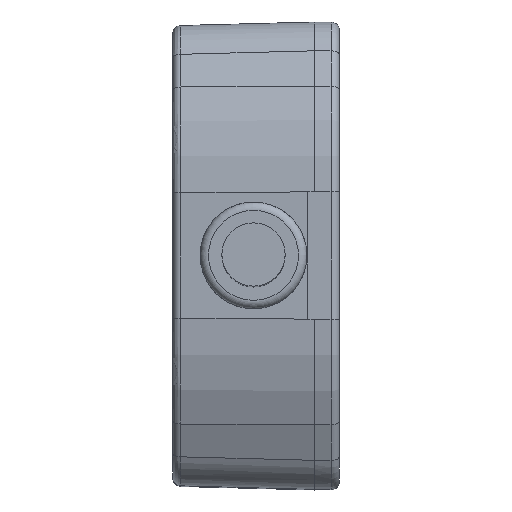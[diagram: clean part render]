
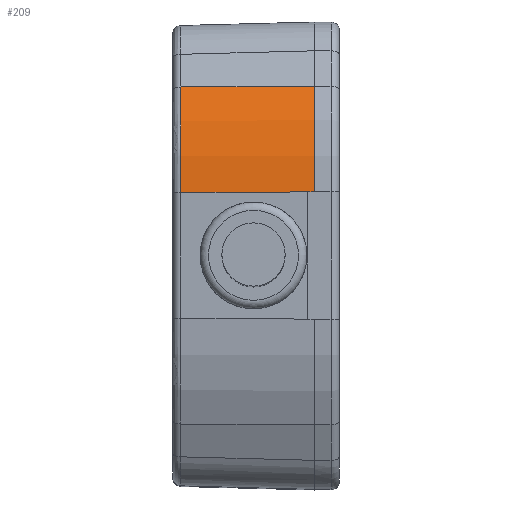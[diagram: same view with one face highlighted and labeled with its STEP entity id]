
A CAD part, top view. The second image highlights one B-rep face of the part: STEP entity #209.
In plain terms, the highlighted cylindrical face has radius 15 mm (diameter 30 mm), a partial arc.
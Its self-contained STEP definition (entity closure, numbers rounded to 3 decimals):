
#72=CYLINDRICAL_SURFACE('',#3175,15.);
#209=ADVANCED_FACE('',(#464),#72,.T.);
#464=FACE_OUTER_BOUND('',#638,.T.);
#638=EDGE_LOOP('',(#1202,#1203,#1204,#1205,#1206));
#938=ELLIPSE('',#3076,15.005,15.);
#952=ELLIPSE('',#3174,15.005,15.);
#1202=ORIENTED_EDGE('',*,*,#2121,.F.);
#1203=ORIENTED_EDGE('',*,*,#2280,.F.);
#1204=ORIENTED_EDGE('',*,*,#2281,.F.);
#1205=ORIENTED_EDGE('',*,*,#2226,.F.);
#1206=ORIENTED_EDGE('',*,*,#2221,.T.);
#1834=VERTEX_POINT('',#4341);
#1844=VERTEX_POINT('',#4361);
#1943=VERTEX_POINT('',#4568);
#1944=VERTEX_POINT('',#4572);
#1967=VERTEX_POINT('',#4741);
#2121=EDGE_CURVE('',#1844,#1834,#938,.T.);
#2221=EDGE_CURVE('',#1943,#1834,#2601,.T.);
#2226=EDGE_CURVE('',#1943,#1944,#2606,.T.);
#2280=EDGE_CURVE('',#1967,#1844,#2632,.T.);
#2281=EDGE_CURVE('',#1944,#1967,#952,.T.);
#2601=LINE('',#4567,#2866);
#2606=LINE('',#4576,#2871);
#2632=LINE('',#4740,#2897);
#2866=VECTOR('',#3584,1.);
#2871=VECTOR('',#3591,1.);
#2897=VECTOR('',#3707,1.);
#3076=AXIS2_PLACEMENT_3D('',#4362,#3425,#3426);
#3174=AXIS2_PLACEMENT_3D('',#4742,#3708,#3709);
#3175=AXIS2_PLACEMENT_3D('',#4743,#3710,#3711);
#3425=DIRECTION('',(1.,0.,0.));
#3426=DIRECTION('',(0.,0.216,0.976));
#3584=DIRECTION('',(1.,0.006,0.026));
#3591=DIRECTION('',(-1.,-0.006,-0.026));
#3707=DIRECTION('',(1.,0.006,0.026));
#3708=DIRECTION('',(-1.,0.,-0.001));
#3709=DIRECTION('',(-0.001,0.216,0.976));
#3710=DIRECTION('',(1.,0.006,0.026));
#3711=DIRECTION('',(0.026,0.,-1.));
#4341=CARTESIAN_POINT('',(-5.651,71.916,11.56));
#4361=CARTESIAN_POINT('',(-5.651,78.253,10.156));
#4362=CARTESIAN_POINT('',(-5.651,71.913,-3.445));
#4567=CARTESIAN_POINT('',(-9.149,71.895,11.469));
#4568=CARTESIAN_POINT('',(-6.051,71.913,11.55));
#4572=CARTESIAN_POINT('',(-13.664,71.869,11.351));
#4576=CARTESIAN_POINT('',(-6.034,71.913,11.55));
#4740=CARTESIAN_POINT('',(-6.034,78.25,10.146));
#4741=CARTESIAN_POINT('',(-13.664,78.206,9.946));
#4742=CARTESIAN_POINT('',(-13.651,71.867,-3.654));
#4743=CARTESIAN_POINT('',(-5.641,71.913,-3.444));
